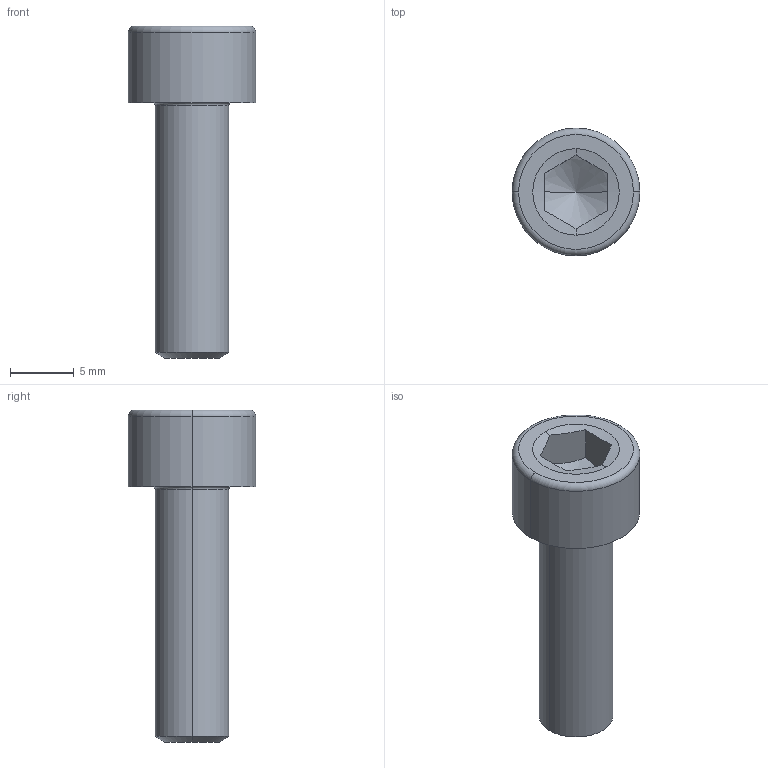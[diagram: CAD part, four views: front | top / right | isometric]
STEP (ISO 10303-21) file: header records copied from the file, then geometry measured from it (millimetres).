
FILE_DESCRIPTION (( 'STEP AP214' ), '1' );
FILE_NAME ('FO-00D-VT-M6X20-020 FORMAT Âèíò Ì6õ20 ñ âíóòð. øåñòèãðàí. DIN912 (20øò_óïàê) IEK.STEP', '2024-07-03T11:33:06', ( '' ), ( '' ), 'SwSTEP 2.0', 'SolidWorks 2022', '' );
FILE_SCHEMA (( 'AUTOMOTIVE_DESIGN' ));
Length unit declared in the file: millimetre
Products named in the file (1): FO-00D-VT-M6X20-020 FORMAT Винт М6х20 с внутр. шестигран. DIN912 (20шт_упак) IEK
Bounding box: 10 x 10 x 26 mm (x, y, z)
Volume: 916.8 mm3; surface area: 746.6 mm2
Topology: 1 solids, 1 shells, 23 faces, 52 edges, 31 vertices
Faces by surface type: plane 9, cone 6, cylinder 4, torus 4
Entity records: 708 total; most frequent: CARTESIAN_POINT 179, DIRECTION 104, ORIENTED_EDGE 100, EDGE_CURVE 50, AXIS2_PLACEMENT_3D 44, VERTEX_POINT 31, EDGE_LOOP 25, FACE_OUTER_BOUND 23
